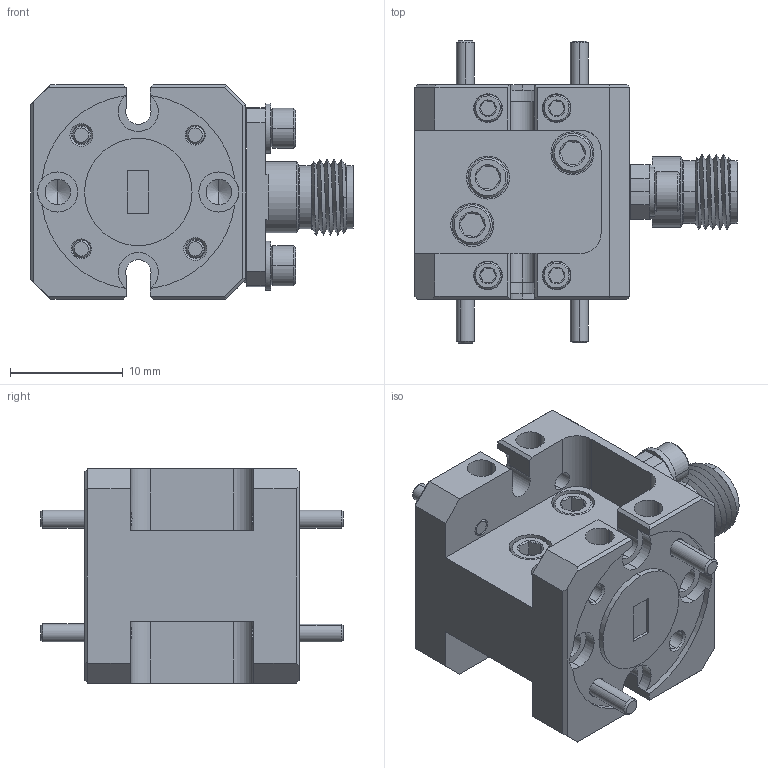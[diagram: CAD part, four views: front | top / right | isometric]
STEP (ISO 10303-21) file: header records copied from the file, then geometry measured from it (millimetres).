
FILE_DESCRIPTION (( 'STEP AP214' ), '1' );
FILE_NAME ('FS-FV-A.STEP', '2023-03-03T22:54:12', ( '' ), ( '' ), 'SwSTEP 2.0', 'SolidWorks 2021', '' );
FILE_SCHEMA (( 'AUTOMOTIVE_DESIGN' ));
Length unit declared in the file: inch
Products named in the file (1): FS-FV-A
Bounding box: 28.57 x 26.8 x 19.05 mm (x, y, z)
Volume: 4730.3 mm3; surface area: 3926.5 mm2
Topology: 5 solids, 5 shells, 488 faces, 1129 edges, 672 vertices
Faces by surface type: plane 208, cone 145, cylinder 131, torus 2, bspline 2
Entity records: 17231 total; most frequent: CARTESIAN_POINT 3255, DIRECTION 2445, ORIENTED_EDGE 2242, EDGE_CURVE 1121, AXIS2_PLACEMENT_3D 916, VERTEX_POINT 672, VECTOR 613, LINE 613
